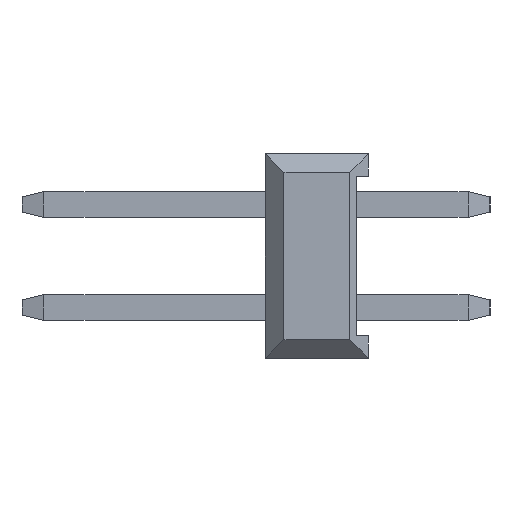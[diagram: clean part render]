
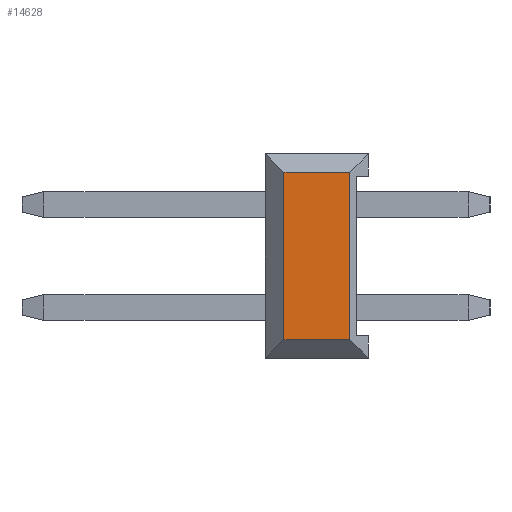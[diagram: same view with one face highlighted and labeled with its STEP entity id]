
A CAD part, left-side view. The second image highlights one B-rep face of the part: STEP entity #14628.
In plain terms, the highlighted planar face has unit normal (-1, 0, 0).
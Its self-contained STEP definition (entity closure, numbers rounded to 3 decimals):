
#2373 = VECTOR ( 'NONE', #6385, 1000. ) ;
#2450 = VECTOR ( 'NONE', #6433, 1000. ) ;
#2609 = EDGE_LOOP ( 'NONE', ( #19658, #19595, #19593, #19728 ) ) ;
#2690 = VECTOR ( 'NONE', #6388, 1000. ) ;
#6371 = LINE ( 'NONE', #6372, #14999 ) ;
#6372 = CARTESIAN_POINT ( 'NONE',  ( -1.27, 0.46, -3.81 ) ) ;
#6373 = DIRECTION ( 'NONE',  ( 0., 0., 1. ) ) ;
#6383 = LINE ( 'NONE', #6384, #2373 ) ;
#6384 = CARTESIAN_POINT ( 'NONE',  ( -1.27, 2.08, -3.81 ) ) ;
#6385 = DIRECTION ( 'NONE',  ( 0., 0., 1. ) ) ;
#6386 = LINE ( 'NONE', #6387, #2690 ) ;
#6387 = CARTESIAN_POINT ( 'NONE',  ( -1.27, 2.54, 0.79 ) ) ;
#6388 = DIRECTION ( 'NONE',  ( 0., -1., 0. ) ) ;
#6431 = LINE ( 'NONE', #6432, #2450 ) ;
#6432 = CARTESIAN_POINT ( 'NONE',  ( -1.27, 2.54, -3.33 ) ) ;
#6433 = DIRECTION ( 'NONE',  ( 0., -1., 0. ) ) ;
#6880 = EDGE_CURVE ( 'NONE', #20460, #15012, #6371, .T. ) ;
#6884 = EDGE_CURVE ( 'NONE', #11043, #12014, #6383, .T. ) ;
#6885 = EDGE_CURVE ( 'NONE', #12014, #15012, #6386, .T. ) ;
#6900 = EDGE_CURVE ( 'NONE', #11043, #20460, #6431, .T. ) ;
#7828 = CARTESIAN_POINT ( 'NONE',  ( -1.27, 0.46, 0.79 ) ) ;
#11043 = VERTEX_POINT ( 'NONE', #18597 ) ;
#12014 = VERTEX_POINT ( 'NONE', #18687 ) ;
#14628 = ADVANCED_FACE ( 'NONE', ( #14976 ), #19249, .F. ) ;
#14916 = AXIS2_PLACEMENT_3D ( 'NONE', #19250, #19251, #19252 ) ;
#14976 = FACE_OUTER_BOUND ( 'NONE', #2609, .T. ) ;
#14999 = VECTOR ( 'NONE', #6373, 1000. ) ;
#15012 = VERTEX_POINT ( 'NONE', #7828 ) ;
#18033 = CARTESIAN_POINT ( 'NONE',  ( -1.27, 0.46, -3.33 ) ) ;
#18597 = CARTESIAN_POINT ( 'NONE',  ( -1.27, 2.08, -3.33 ) ) ;
#18687 = CARTESIAN_POINT ( 'NONE',  ( -1.27, 2.08, 0.79 ) ) ;
#19249 = PLANE ( 'NONE',  #14916 ) ;
#19250 = CARTESIAN_POINT ( 'NONE',  ( -1.27, 2.54, 0.79 ) ) ;
#19251 = DIRECTION ( 'NONE',  ( 1., 0., 0. ) ) ;
#19252 = DIRECTION ( 'NONE',  ( 0., 0., -1. ) ) ;
#19593 = ORIENTED_EDGE ( 'NONE', *, *, #6900, .T. ) ;
#19595 = ORIENTED_EDGE ( 'NONE', *, *, #6884, .F. ) ;
#19658 = ORIENTED_EDGE ( 'NONE', *, *, #6885, .F. ) ;
#19728 = ORIENTED_EDGE ( 'NONE', *, *, #6880, .T. ) ;
#20460 = VERTEX_POINT ( 'NONE', #18033 ) ;
